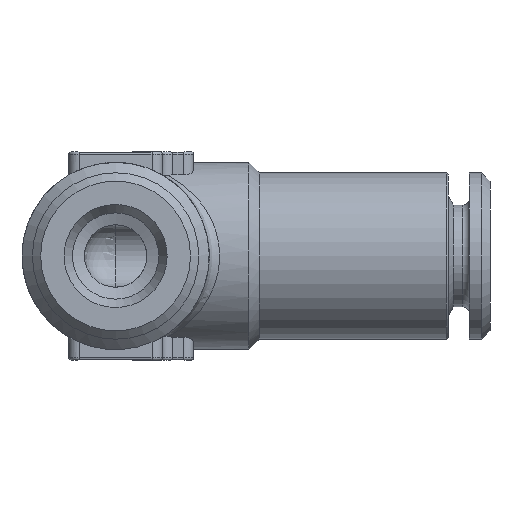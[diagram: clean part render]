
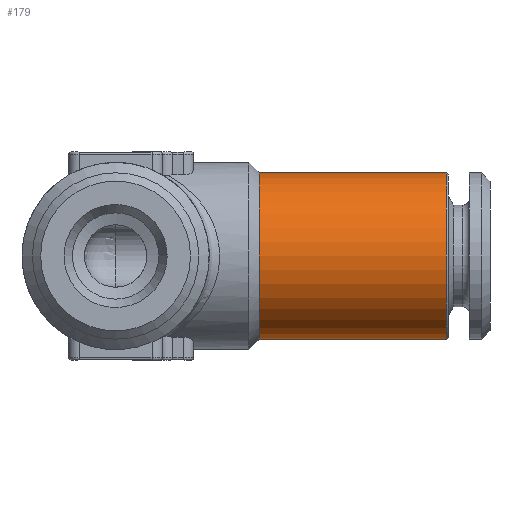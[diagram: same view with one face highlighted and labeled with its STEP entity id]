
A CAD part, front view. The second image highlights one B-rep face of the part: STEP entity #179.
In plain terms, the highlighted cylindrical face has radius 4 mm (diameter 8 mm), a full revolution.
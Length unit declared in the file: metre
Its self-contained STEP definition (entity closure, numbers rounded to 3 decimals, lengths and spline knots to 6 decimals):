
#179 = ADVANCED_FACE( 'NONE', ( #410, #411 ), #412, .T. );
#410 = FACE_OUTER_BOUND( '', #764, .T. );
#411 = FACE_OUTER_BOUND( '', #765, .T. );
#412 = CYLINDRICAL_SURFACE( '', #766, 0.004 );
#764 = EDGE_LOOP( '', ( #1299 ) );
#765 = EDGE_LOOP( '', ( #1300 ) );
#766 = AXIS2_PLACEMENT_3D( '', #1301, #1302, #1303 );
#1299 = ORIENTED_EDGE( '', *, *, #1795, .F. );
#1300 = ORIENTED_EDGE( '', *, *, #1780, .T. );
#1301 = CARTESIAN_POINT( '', ( 0., 0., 0. ) );
#1302 = DIRECTION( '', ( 1., 0., 0. ) );
#1303 = DIRECTION( '', ( 0., 0., 1. ) );
#1780 = EDGE_CURVE( 'NONE', #2092, #2092, #2093, .T. );
#1795 = EDGE_CURVE( 'NONE', #2117, #2117, #2118, .T. );
#2092 = VERTEX_POINT( '', #2600 );
#2093 = CIRCLE( '', #2601, 0.004 );
#2117 = VERTEX_POINT( '', #2648 );
#2118 = CIRCLE( '', #2649, 0.004 );
#2600 = CARTESIAN_POINT( '', ( 0.0159, 0., 0.004 ) );
#2601 = AXIS2_PLACEMENT_3D( '', #3119, #3120, #3121 );
#2648 = CARTESIAN_POINT( '', ( 0.006896, 0., 0.004 ) );
#2649 = AXIS2_PLACEMENT_3D( '', #3137, #3138, #3139 );
#3119 = CARTESIAN_POINT( '', ( 0.0159, 0., 0. ) );
#3120 = DIRECTION( '', ( -1., 0., 0. ) );
#3121 = DIRECTION( '', ( 0., 0., 1. ) );
#3137 = CARTESIAN_POINT( '', ( 0.006896, 0., 0. ) );
#3138 = DIRECTION( '', ( -1., 0., 0. ) );
#3139 = DIRECTION( '', ( 0., 0., 1. ) );
